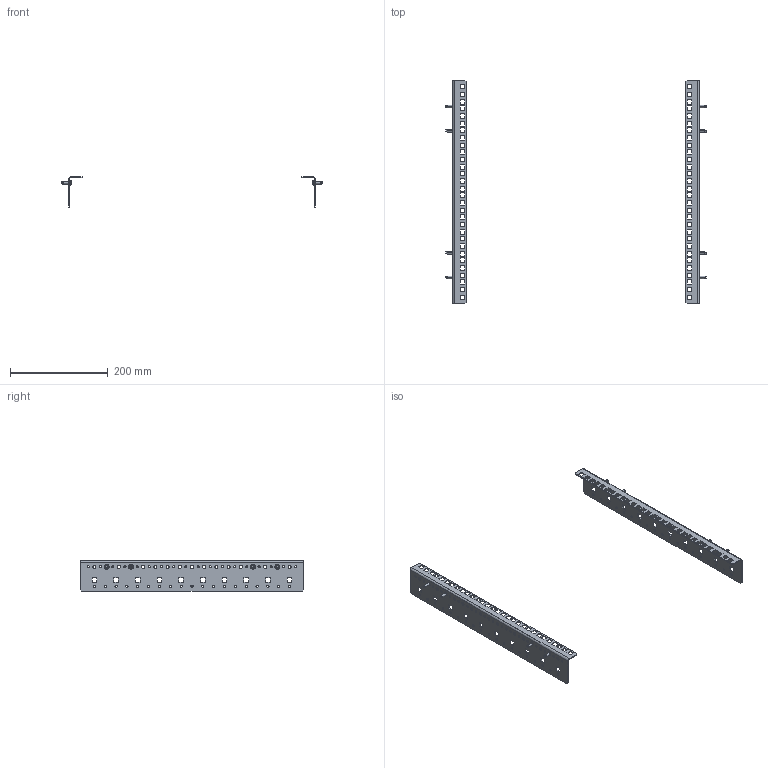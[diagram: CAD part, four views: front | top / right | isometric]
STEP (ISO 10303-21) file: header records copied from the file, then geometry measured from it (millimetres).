
FILE_DESCRIPTION (( 'STEP AP203' ), '1' );
FILE_NAME ('UR39106040006 暑祜脲牝 镳铘桦彘 19-濑殪钼 L-钺疣珥 RS52 10U (000.801.391-06) .STEP', '2022-04-26T06:51:36', ( '' ), ( '' ), 'SwSTEP 2.0', 'SolidWorks 2017', '' );
FILE_SCHEMA (( 'CONFIG_CONTROL_DESIGN' ));
Length unit declared in the file: millimetre
Products named in the file (3): 072-16 Ïðîôèëü 19-äþéìîâûé L-îáðàçíûé RS52_06 (10U); Âèíò DIN 7500 C TORX_Œ5å16; UR39106040006 暑祜脲牝 镳铘桦彘 19-濑殪钼 L-钺疣珥 RS52 10U (000.801.391-06) 
Assembly tree (10 placements, depth 2):
  UR39106040006 暑祜脲牝 镳铘桦彘 19-濑殪钼 L-钺疣珥 RS52 10U (000.801.391-06) 
    072-16 Ïðîôèëü 19-äþéìîâûé L-îáðàçíûé RS52_06 (10U)  x2
    Âèíò DIN 7500 C TORX_Œ5å16  x8
Bounding box: 533 x 457.2 x 62.5 mm (x, y, z)
Volume: 143674 mm3; surface area: 157390.6 mm2
Topology: 10 solids, 10 shells, 900 faces, 2584 edges, 1712 vertices
Faces by surface type: plane 496, cylinder 356, cone 32, sphere 16
Entity records: 11853 total; most frequent: CARTESIAN_POINT 2052, ORIENTED_EDGE 1912, DIRECTION 1869, EDGE_CURVE 956, LINE 675, VECTOR 675, VERTEX_POINT 634, AXIS2_PLACEMENT_3D 597
